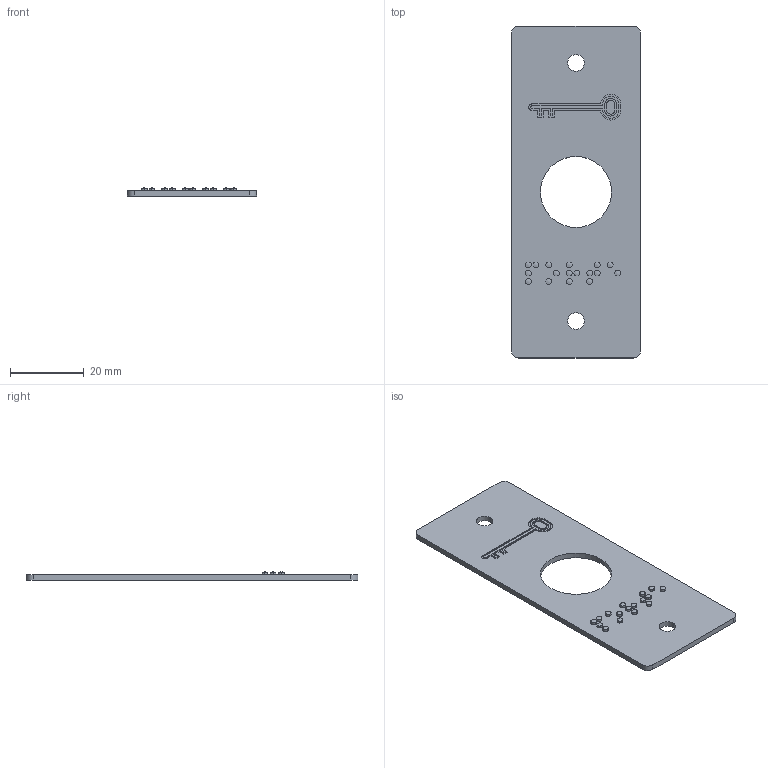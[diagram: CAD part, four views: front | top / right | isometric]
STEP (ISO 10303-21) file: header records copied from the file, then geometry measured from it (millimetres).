
FILE_DESCRIPTION (( 'STEP AP214' ), '1' );
FILE_NAME ('PBP19_4.STEP', '2021-07-30T14:56:13', ( '' ), ( '' ), 'SwSTEP 2.0', 'SolidWorks 2020', '' );
FILE_SCHEMA (( 'AUTOMOTIVE_DESIGN' ));
Length unit declared in the file: millimetre
Products named in the file (1): PBP19_4
Bounding box: 35 x 90 x 2.19 mm (x, y, z)
Volume: 4227.5 mm3; surface area: 6290.7 mm2
Topology: 1 solids, 1 shells, 228 faces, 564 edges, 376 vertices
Faces by surface type: bspline 153, plane 55, cylinder 20
Entity records: 14208 total; most frequent: CARTESIAN_POINT 9664, ORIENTED_EDGE 1128, EDGE_CURVE 564, DIRECTION 484, VERTEX_POINT 376, EDGE_LOOP 272, B_SPLINE_CURVE_WITH_KNOTS 272, LINE 252
